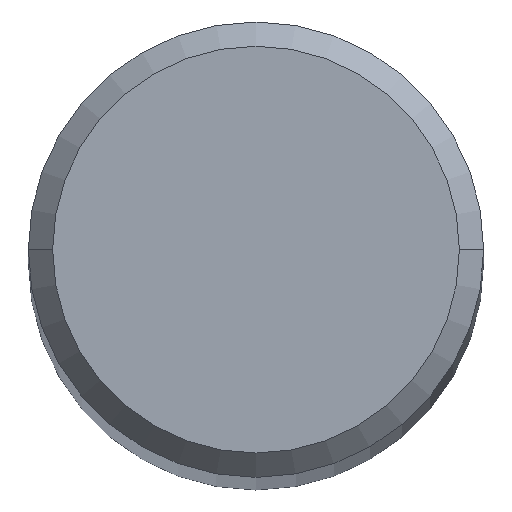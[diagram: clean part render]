
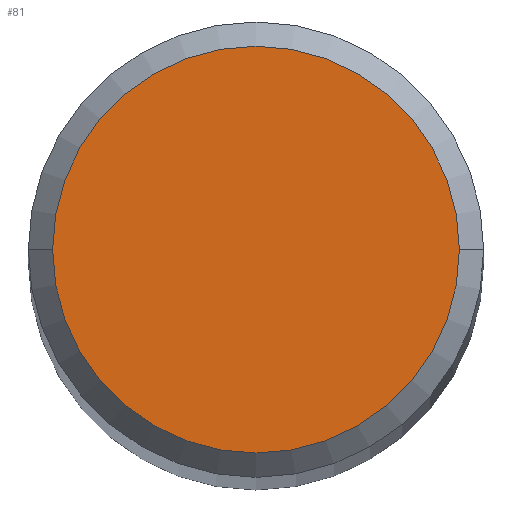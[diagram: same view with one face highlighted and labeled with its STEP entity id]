
A CAD part, top view. The second image highlights one B-rep face of the part: STEP entity #81.
In plain terms, the highlighted planar face has unit normal (0, 0, 1).
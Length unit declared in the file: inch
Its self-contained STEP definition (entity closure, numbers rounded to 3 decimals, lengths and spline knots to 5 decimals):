
#8 = CARTESIAN_POINT ( 'NONE',  ( 0.335, 0., 6. ) ) ;
#9 = DIRECTION ( 'NONE',  ( 1., 0., 0. ) ) ;
#19 = DIRECTION ( 'NONE',  ( 1., 0., 0. ) ) ;
#24 = EDGE_CURVE ( 'NONE', #192, #128, #29, .T. ) ;
#28 = DIRECTION ( 'NONE',  ( 0., 0., 1. ) ) ;
#29 = CIRCLE ( 'NONE', #186, 0.335 ) ;
#51 = AXIS2_PLACEMENT_3D ( 'NONE', #237, #126, #9 ) ;
#57 = ORIENTED_EDGE ( 'NONE', *, *, #134, .T. ) ;
#81 = ADVANCED_FACE ( 'NONE', ( #242 ), #107, .T. ) ;
#102 = AXIS2_PLACEMENT_3D ( 'NONE', #147, #28, #165 ) ;
#107 = PLANE ( 'NONE',  #51 ) ;
#126 = DIRECTION ( 'NONE',  ( 0., 0., 1. ) ) ;
#128 = VERTEX_POINT ( 'NONE', #214 ) ;
#134 = EDGE_CURVE ( 'NONE', #128, #192, #137, .T. ) ;
#136 = DIRECTION ( 'NONE',  ( 0., 0., 1. ) ) ;
#137 = CIRCLE ( 'NONE', #102, 0.335 ) ;
#147 = CARTESIAN_POINT ( 'NONE',  ( 0., 0., 6. ) ) ;
#158 = EDGE_LOOP ( 'NONE', ( #57, #170 ) ) ;
#165 = DIRECTION ( 'NONE',  ( 1., 0., 0. ) ) ;
#170 = ORIENTED_EDGE ( 'NONE', *, *, #24, .T. ) ;
#186 = AXIS2_PLACEMENT_3D ( 'NONE', #248, #136, #19 ) ;
#192 = VERTEX_POINT ( 'NONE', #8 ) ;
#214 = CARTESIAN_POINT ( 'NONE',  ( -0.335, 0., 6. ) ) ;
#237 = CARTESIAN_POINT ( 'NONE',  ( 0., 0., 6. ) ) ;
#242 = FACE_OUTER_BOUND ( 'NONE', #158, .T. ) ;
#248 = CARTESIAN_POINT ( 'NONE',  ( 0., 0., 6. ) ) ;
